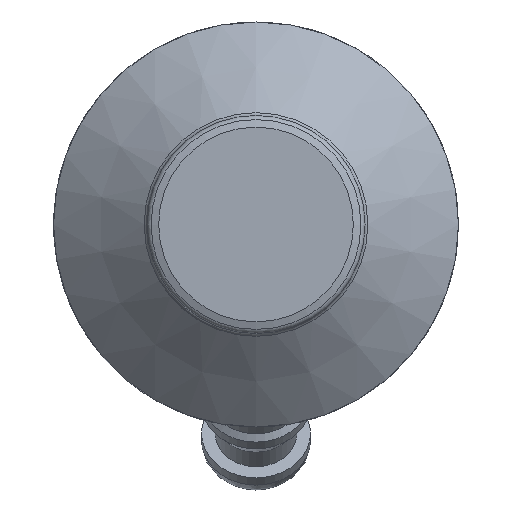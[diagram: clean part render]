
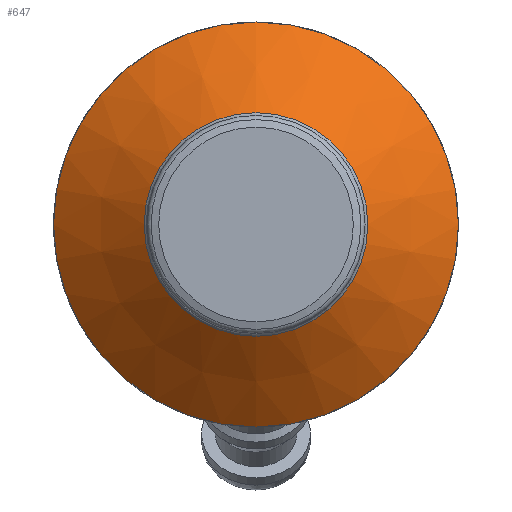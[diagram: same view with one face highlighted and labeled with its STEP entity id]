
A CAD part, front view. The second image highlights one B-rep face of the part: STEP entity #647.
In plain terms, the highlighted conical face has half-angle 50.194 degrees and reference radius 20.18 mm.
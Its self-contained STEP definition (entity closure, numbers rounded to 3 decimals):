
#26=CONICAL_SURFACE('',#730,20.18,0.876);
#72=CIRCLE('',#729,14.36);
#73=CIRCLE('',#731,26.);
#74=CIRCLE('',#732,26.);
#111=FACE_OUTER_BOUND('',#154,.T.);
#154=EDGE_LOOP('',(#451,#452,#453,#454,#455));
#198=LINE('',#1088,#235);
#235=VECTOR('',#875,20.18);
#279=VERTEX_POINT('',#1080);
#280=VERTEX_POINT('',#1084);
#281=VERTEX_POINT('',#1085);
#341=EDGE_CURVE('',#279,#279,#72,.T.);
#342=EDGE_CURVE('',#280,#281,#73,.T.);
#343=EDGE_CURVE('',#281,#280,#74,.T.);
#344=EDGE_CURVE('',#281,#279,#198,.T.);
#451=ORIENTED_EDGE('',*,*,#342,.F.);
#452=ORIENTED_EDGE('',*,*,#343,.F.);
#453=ORIENTED_EDGE('',*,*,#344,.T.);
#454=ORIENTED_EDGE('',*,*,#341,.F.);
#455=ORIENTED_EDGE('',*,*,#344,.F.);
#647=ADVANCED_FACE('',(#111),#26,.T.);
#729=AXIS2_PLACEMENT_3D('',#1082,#867,#868);
#730=AXIS2_PLACEMENT_3D('',#1083,#869,#870);
#731=AXIS2_PLACEMENT_3D('',#1086,#871,#872);
#732=AXIS2_PLACEMENT_3D('',#1087,#873,#874);
#867=DIRECTION('center_axis',(0.,-1.,0.));
#868=DIRECTION('ref_axis',(0.,0.,-1.));
#869=DIRECTION('center_axis',(0.,1.,0.));
#870=DIRECTION('ref_axis',(0.,0.,-1.));
#871=DIRECTION('center_axis',(0.,1.,0.));
#872=DIRECTION('ref_axis',(-1.,0.,0.));
#873=DIRECTION('center_axis',(0.,1.,0.));
#874=DIRECTION('ref_axis',(-1.,0.,0.));
#875=DIRECTION('',(0.,-0.64,-0.768));
#1080=CARTESIAN_POINT('',(0.,13.953,16.177));
#1082=CARTESIAN_POINT('Origin',(0.,13.953,
1.817));
#1083=CARTESIAN_POINT('Origin',(0.,18.803,
1.817));
#1084=CARTESIAN_POINT('',(26.,23.653,1.817));
#1085=CARTESIAN_POINT('',(0.,23.653,27.817));
#1086=CARTESIAN_POINT('Origin',(0.,23.653,
1.817));
#1087=CARTESIAN_POINT('Origin',(0.,23.653,
1.817));
#1088=CARTESIAN_POINT('',(0.,18.803,21.997));
